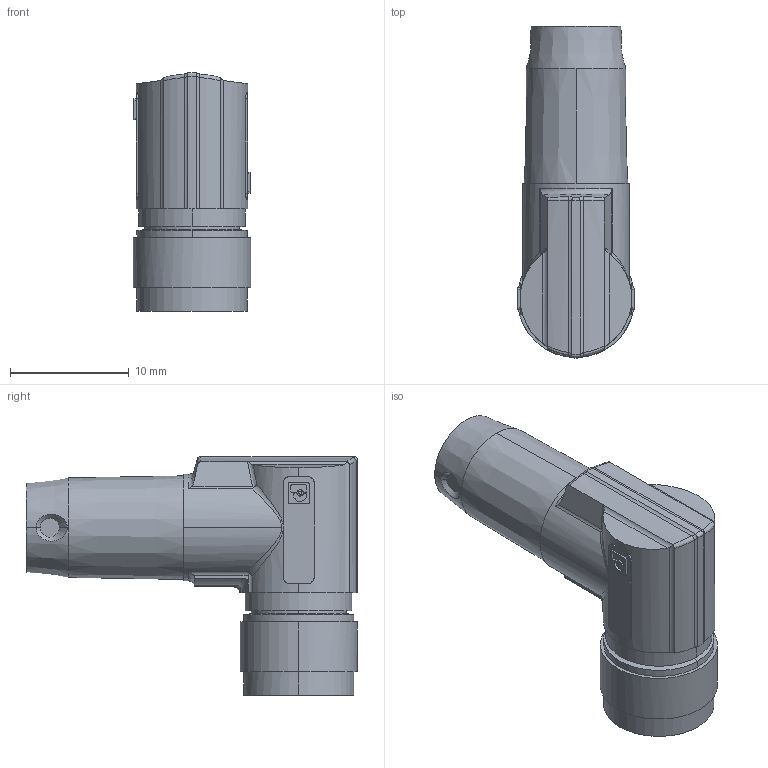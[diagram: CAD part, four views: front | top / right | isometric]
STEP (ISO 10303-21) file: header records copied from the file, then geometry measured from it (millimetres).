
FILE_DESCRIPTION(('SolidDesigner STEP Export'),'2;1');
FILE_NAME('1521782_SAC-3P-5.0-PUR_M_8FR_SH.stp','2008-03-07T10:52:00',(''),(''),'OneSpace Designer STEP processor for AP214 (Solid Model)','OneSpace Designer 14.50 18-Oct-2006 (C) CoCreate Software GmbH','');
FILE_SCHEMA(('AUTOMOTIVE_DESIGN { 1 0 10303 214 1 1 1 1 }'));
Length unit declared in the file: millimetre
Products named in the file (2): 1521782_SAC-3P-5.0-PUR_M_8FR_SH
Assembly tree (1 placements, depth 2):
  1521782_SAC-3P-5.0-PUR_M_8FR_SH
    1521782_SAC-3P-5.0-PUR_M_8FR_SH
Bounding box: 9.9 x 28 x 20.14 mm (x, y, z)
Volume: 2429.2 mm3; surface area: 1584.5 mm2
Topology: 1 solids, 1 shells, 208 faces, 541 edges, 352 vertices
Faces by surface type: plane 68, cylinder 68, extrusion 36, bspline 20, cone 14, torus 2
Entity records: 14818 total; most frequent: CARTESIAN_POINT 8740, ORIENTED_EDGE 1080, DIRECTION 625, EDGE_CURVE 540, VERTEX_POINT 352, VECTOR 253, EDGE_LOOP 226, LINE 217
